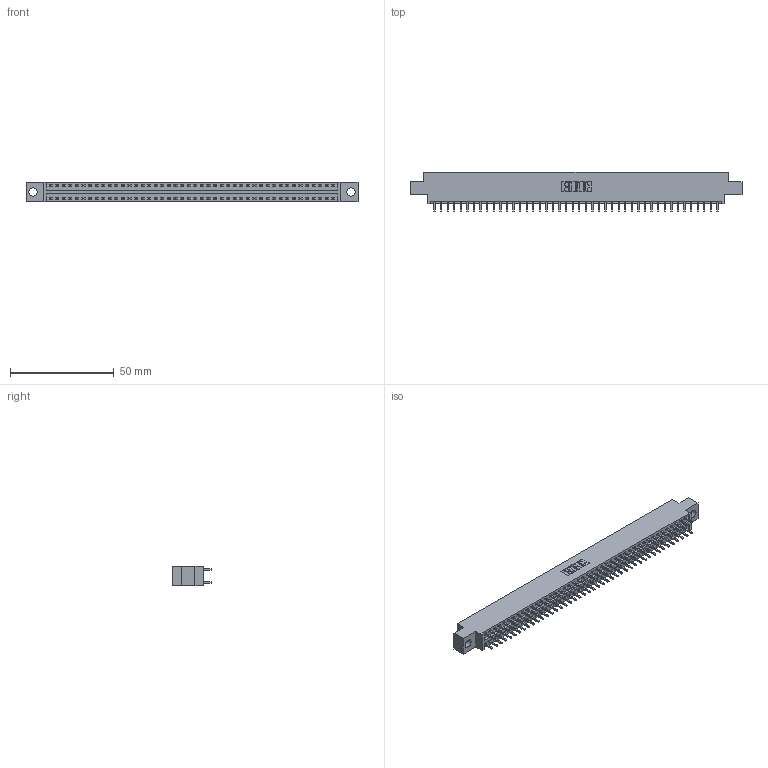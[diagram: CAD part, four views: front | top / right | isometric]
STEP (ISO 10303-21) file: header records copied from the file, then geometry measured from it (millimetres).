
FILE_DESCRIPTION (( 'STEP AP203' ), '1' );
FILE_NAME ('346-088-521-804.STEP', '2022-05-26T00:32:38', ( '' ), ( '' ), 'SwSTEP 2.0', 'SolidWorks 2020', '' );
FILE_SCHEMA (( 'CONFIG_CONTROL_DESIGN' ));
Length unit declared in the file: inch
Products named in the file (3): 345-292-001_345-293-121; 346 Part_0.170 Offset - 0.156 Dia-TH; 346-088-521-804
Assembly tree (89 placements, depth 2):
  346-088-521-804
    346 Part_0.170 Offset - 0.156 Dia-TH
    345-292-001_345-293-121  x88
Bounding box: 160.27 x 19.05 x 9.4 mm (x, y, z)
Volume: 15347.8 mm3; surface area: 20913.6 mm2
Topology: 89 solids, 89 shells, 4716 faces, 14017 edges, 9226 vertices
Faces by surface type: plane 3174, cylinder 1542
Entity records: 29015 total; most frequent: CARTESIAN_POINT 4786, ORIENTED_EDGE 4718, DIRECTION 4267, EDGE_CURVE 2359, LINE 2051, VECTOR 2051, VERTEX_POINT 1570, AXIS2_PLACEMENT_3D 1108
